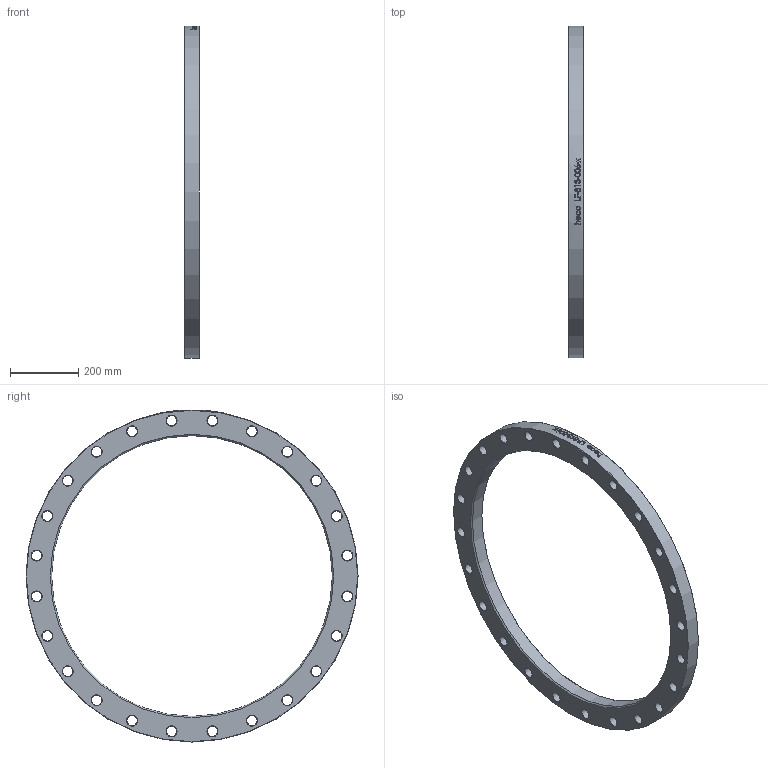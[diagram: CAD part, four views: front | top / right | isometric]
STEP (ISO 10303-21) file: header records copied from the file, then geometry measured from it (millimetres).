
FILE_DESCRIPTION (( 'STEP AP214' ), '1' );
FILE_NAME ('LF-813-006-x Loser Flansch 2101.STEP', '2021-01-14T11:58:20', ( '' ), ( '' ), 'SwSTEP 2.0', 'SolidWorks 2019', '' );
FILE_SCHEMA (( 'AUTOMOTIVE_DESIGN' ));
Length unit declared in the file: millimetre
Products named in the file (1): LF-813-006-x Loser Flansch 2101
Bounding box: 44 x 975 x 975 mm (x, y, z)
Volume: 8589624.6 mm3; surface area: 727094.2 mm2
Topology: 1 solids, 1 shells, 103 faces, 369 edges, 290 vertices
Faces by surface type: cone 52, cylinder 49, plane 2
Full cylindrical faces by diameter (mm): 30 x24, 824 x1, 975 x1
Entity records: 8834 total; most frequent: CARTESIAN_POINT 5844, ORIENTED_EDGE 524, DIRECTION 494, EDGE_CURVE 262, VERTEX_POINT 262, EDGE_LOOP 254, AXIS2_PLACEMENT_3D 236, CIRCLE 132
